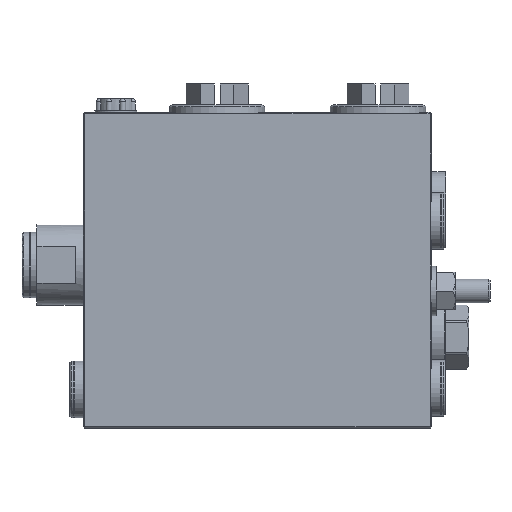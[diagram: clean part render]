
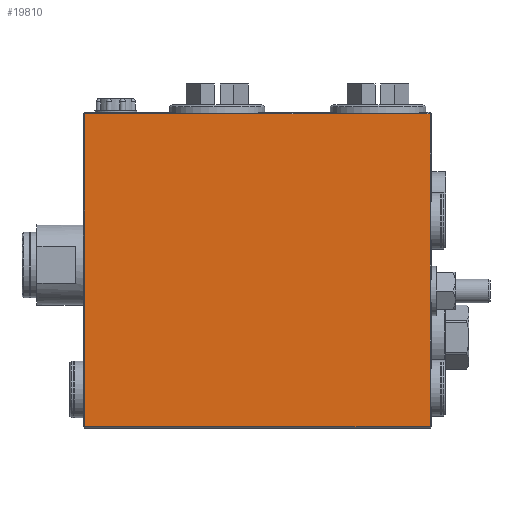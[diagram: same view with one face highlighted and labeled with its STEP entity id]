
A CAD part, left-side view. The second image highlights one B-rep face of the part: STEP entity #19810.
In plain terms, the highlighted planar face has unit normal (-1, 0, 0).
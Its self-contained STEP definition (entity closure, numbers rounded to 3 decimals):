
#955=LINE('',#34456,#1925);
#959=LINE('',#34466,#1929);
#972=LINE('',#34496,#1942);
#976=LINE('',#34503,#1946);
#994=LINE('',#34541,#1964);
#997=LINE('',#34548,#1967);
#1012=LINE('',#34588,#1982);
#1014=LINE('',#34597,#1984);
#1016=LINE('',#34606,#1986);
#1265=LINE('',#36733,#2235);
#1266=LINE('',#36753,#2236);
#1268=LINE('',#36761,#2238);
#1271=LINE('',#36787,#2241);
#1272=LINE('',#36807,#2242);
#1925=VECTOR('',#26009,1000.);
#1929=VECTOR('',#26019,1000.);
#1942=VECTOR('',#26044,1000.);
#1946=VECTOR('',#26050,1000.);
#1964=VECTOR('',#26086,1000.);
#1967=VECTOR('',#26093,1000.);
#1982=VECTOR('',#26132,1000.);
#1984=VECTOR('',#26140,1000.);
#1986=VECTOR('',#26148,1000.);
#2235=VECTOR('',#26599,1000.);
#2236=VECTOR('',#26626,1000.);
#2238=VECTOR('',#26638,1000.);
#2241=VECTOR('',#26675,1000.);
#2242=VECTOR('',#26704,1000.);
#6281=ORIENTED_EDGE('',*,*,#8511,.F.);
#6282=ORIENTED_EDGE('',*,*,#8197,.T.);
#6283=ORIENTED_EDGE('',*,*,#8506,.F.);
#6284=ORIENTED_EDGE('',*,*,#8169,.T.);
#6285=ORIENTED_EDGE('',*,*,#8146,.T.);
#6286=ORIENTED_EDGE('',*,*,#8142,.T.);
#6287=ORIENTED_EDGE('',*,*,#8165,.T.);
#6288=ORIENTED_EDGE('',*,*,#8525,.F.);
#6289=ORIENTED_EDGE('',*,*,#8193,.T.);
#6290=ORIENTED_EDGE('',*,*,#8496,.F.);
#6291=ORIENTED_EDGE('',*,*,#8189,.T.);
#6292=ORIENTED_EDGE('',*,*,#8534,.F.);
#6293=ORIENTED_EDGE('',*,*,#8128,.T.);
#6294=ORIENTED_EDGE('',*,*,#8123,.T.);
#8123=EDGE_CURVE('',#9785,#9788,#955,.T.);
#8128=EDGE_CURVE('',#9790,#9785,#959,.T.);
#8142=EDGE_CURVE('',#9799,#9802,#972,.T.);
#8146=EDGE_CURVE('',#9805,#9799,#976,.T.);
#8165=EDGE_CURVE('',#9802,#9815,#994,.T.);
#8169=EDGE_CURVE('',#9816,#9805,#997,.T.);
#8189=EDGE_CURVE('',#9827,#9830,#1012,.T.);
#8193=EDGE_CURVE('',#9831,#9834,#1014,.T.);
#8197=EDGE_CURVE('',#9835,#9838,#1016,.T.);
#8496=EDGE_CURVE('',#9827,#9834,#1265,.T.);
#8506=EDGE_CURVE('',#9816,#9838,#1266,.T.);
#8511=EDGE_CURVE('',#9835,#9788,#1268,.T.);
#8525=EDGE_CURVE('',#9831,#9815,#1271,.T.);
#8534=EDGE_CURVE('',#9790,#9830,#1272,.T.);
#9785=VERTEX_POINT('',#34450);
#9788=VERTEX_POINT('',#34455);
#9790=VERTEX_POINT('',#34463);
#9799=VERTEX_POINT('',#34486);
#9802=VERTEX_POINT('',#34495);
#9805=VERTEX_POINT('',#34504);
#9815=VERTEX_POINT('',#34540);
#9816=VERTEX_POINT('',#34545);
#9827=VERTEX_POINT('',#34582);
#9830=VERTEX_POINT('',#34587);
#9831=VERTEX_POINT('',#34591);
#9834=VERTEX_POINT('',#34596);
#9835=VERTEX_POINT('',#34600);
#9838=VERTEX_POINT('',#34605);
#12653=EDGE_LOOP('',(#6281,#6282,#6283,#6284,#6285,#6286,#6287,#6288,#6289,
#6290,#6291,#6292,#6293,#6294));
#14548=FACE_BOUND('',#12653,.T.);
#15345=PLANE('',#21857);
#19810=ADVANCED_FACE('',(#14548),#15345,.T.);
#21857=AXIS2_PLACEMENT_3D('',#36854,#26747,#26748);
#26009=DIRECTION('',(0.,1.,0.));
#26019=DIRECTION('',(0.,0.,1.));
#26044=DIRECTION('',(0.,-1.,0.));
#26050=DIRECTION('',(0.,0.,-1.));
#26086=DIRECTION('',(0.,0.,1.));
#26093=DIRECTION('',(0.,1.,0.));
#26132=DIRECTION('',(0.,0.,1.));
#26140=DIRECTION('',(0.,0.,1.));
#26148=DIRECTION('',(0.,1.,0.));
#26599=DIRECTION('',(0.,0.,-1.));
#26626=DIRECTION('',(0.,-1.,0.));
#26638=DIRECTION('',(0.,-1.,0.));
#26675=DIRECTION('',(0.,0.,-1.));
#26704=DIRECTION('',(0.,0.,-1.));
#26747=DIRECTION('',(-1.,0.,0.));
#26748=DIRECTION('',(0.,0.,-1.));
#34450=CARTESIAN_POINT('',(-50.55,-91.751,53.5));
#34455=CARTESIAN_POINT('',(-50.55,-87.852,53.5));
#34456=CARTESIAN_POINT('',(-50.55,12.749,53.5));
#34463=CARTESIAN_POINT('',(-50.55,-91.751,23.437));
#34466=CARTESIAN_POINT('',(-50.55,-91.751,-46.));
#34486=CARTESIAN_POINT('',(-50.55,24.249,-51.5));
#34495=CARTESIAN_POINT('',(-50.55,-91.751,-51.5));
#34496=CARTESIAN_POINT('',(-50.55,12.749,-51.5));
#34503=CARTESIAN_POINT('',(-50.55,24.249,-46.));
#34504=CARTESIAN_POINT('',(-50.55,24.249,53.5));
#34540=CARTESIAN_POINT('',(-50.55,-91.751,-44.437));
#34541=CARTESIAN_POINT('',(-50.55,-91.751,-46.));
#34545=CARTESIAN_POINT('',(-50.55,-6.649,53.5));
#34548=CARTESIAN_POINT('',(-50.55,12.749,53.5));
#34582=CARTESIAN_POINT('',(-50.55,-91.751,-3.042));
#34587=CARTESIAN_POINT('',(-50.55,-91.751,11.563));
#34588=CARTESIAN_POINT('',(-50.55,-91.751,-46.));
#34591=CARTESIAN_POINT('',(-50.55,-91.751,-32.563));
#34596=CARTESIAN_POINT('',(-50.55,-91.751,-8.958));
#34597=CARTESIAN_POINT('',(-50.55,-91.751,-46.));
#34600=CARTESIAN_POINT('',(-50.55,-60.649,53.5));
#34605=CARTESIAN_POINT('',(-50.55,-33.852,53.5));
#34606=CARTESIAN_POINT('',(-50.55,12.749,53.5));
#36733=CARTESIAN_POINT('',(-50.55,-91.751,-46.));
#36753=CARTESIAN_POINT('',(-50.55,12.749,53.5));
#36761=CARTESIAN_POINT('',(-50.55,12.749,53.5));
#36787=CARTESIAN_POINT('',(-50.55,-91.751,-46.));
#36807=CARTESIAN_POINT('',(-50.55,-91.751,-46.));
#36854=CARTESIAN_POINT('',(-50.55,12.749,-46.));
